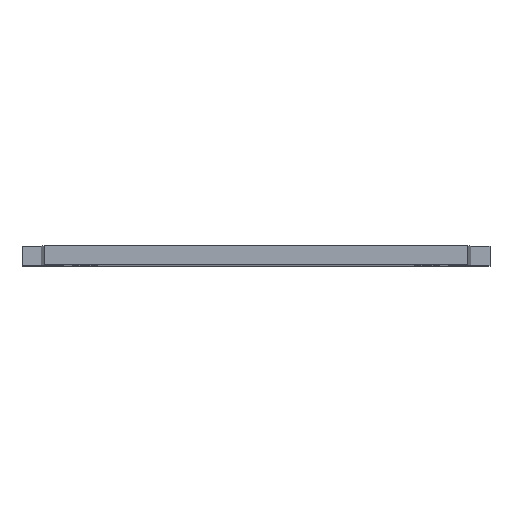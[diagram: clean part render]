
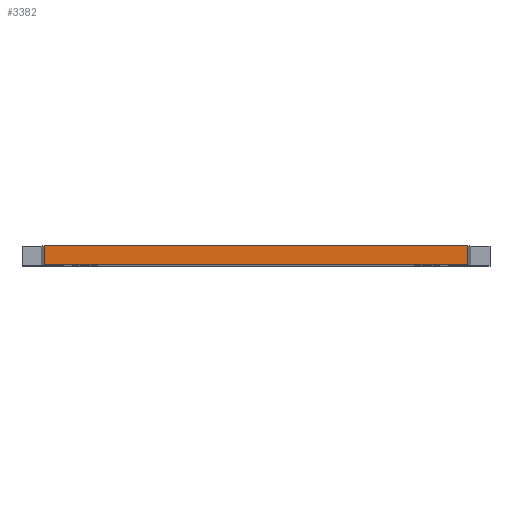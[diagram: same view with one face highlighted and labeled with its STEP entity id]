
A CAD part, top view. The second image highlights one B-rep face of the part: STEP entity #3382.
In plain terms, the highlighted planar face has unit normal (0, 0, 1).
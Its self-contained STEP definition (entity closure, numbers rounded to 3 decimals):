
#478 = ORIENTED_EDGE ( 'NONE', *, *, #1985, .T. ) ;
#504 = DIRECTION ( 'NONE',  ( 1., 0., 0. ) ) ;
#507 = AXIS2_PLACEMENT_3D ( 'NONE', #589, #508, #504 ) ;
#508 = DIRECTION ( 'NONE',  ( 0., 0., 1. ) ) ;
#549 = PLANE ( 'NONE',  #507 ) ;
#589 = CARTESIAN_POINT ( 'NONE',  ( -66.1, -3., 151.5 ) ) ;
#604 = ORIENTED_EDGE ( 'NONE', *, *, #2834, .F. ) ;
#849 = LINE ( 'NONE', #3060, #2738 ) ;
#1024 = EDGE_LOOP ( 'NONE', ( #2575, #478, #604, #1654 ) ) ;
#1198 = LINE ( 'NONE', #3578, #3321 ) ;
#1324 = DIRECTION ( 'NONE',  ( 1., 0., 0. ) ) ;
#1364 = DIRECTION ( 'NONE',  ( 0., -1., 0. ) ) ;
#1370 = CARTESIAN_POINT ( 'NONE',  ( -66.1, -3., 151.5 ) ) ;
#1417 = CARTESIAN_POINT ( 'NONE',  ( -66.1, -3., 151.5 ) ) ;
#1654 = ORIENTED_EDGE ( 'NONE', *, *, #4495, .T. ) ;
#1829 = VECTOR ( 'NONE', #1324, 1000. ) ;
#1975 = VECTOR ( 'NONE', #1364, 1000. ) ;
#1978 = EDGE_CURVE ( 'NONE', #4341, #4077, #5394, .T. ) ;
#1985 = EDGE_CURVE ( 'NONE', #4077, #4586, #3104, .T. ) ;
#2518 = CARTESIAN_POINT ( 'NONE',  ( 66.1, 3., 151.5 ) ) ;
#2575 = ORIENTED_EDGE ( 'NONE', *, *, #1978, .T. ) ;
#2738 = VECTOR ( 'NONE', #3039, 1000. ) ;
#2779 = CARTESIAN_POINT ( 'NONE',  ( 66.1, -3., 151.5 ) ) ;
#2834 = EDGE_CURVE ( 'NONE', #3319, #4586, #1198, .T. ) ;
#3039 = DIRECTION ( 'NONE',  ( -1., 0., 0. ) ) ;
#3060 = CARTESIAN_POINT ( 'NONE',  ( -66.1, 3., 151.5 ) ) ;
#3104 = LINE ( 'NONE', #1370, #1829 ) ;
#3319 = VERTEX_POINT ( 'NONE', #2518 ) ;
#3321 = VECTOR ( 'NONE', #3591, 1000. ) ;
#3382 = ADVANCED_FACE ( 'NONE', ( #4091 ), #549, .T. ) ;
#3578 = CARTESIAN_POINT ( 'NONE',  ( 66.1, -3., 151.5 ) ) ;
#3591 = DIRECTION ( 'NONE',  ( 0., -1., 0. ) ) ;
#3697 = CARTESIAN_POINT ( 'NONE',  ( -66.1, 3., 151.5 ) ) ;
#4077 = VERTEX_POINT ( 'NONE', #4593 ) ;
#4091 = FACE_OUTER_BOUND ( 'NONE', #1024, .T. ) ;
#4341 = VERTEX_POINT ( 'NONE', #3697 ) ;
#4495 = EDGE_CURVE ( 'NONE', #3319, #4341, #849, .T. ) ;
#4586 = VERTEX_POINT ( 'NONE', #2779 ) ;
#4593 = CARTESIAN_POINT ( 'NONE',  ( -66.1, -3., 151.5 ) ) ;
#5394 = LINE ( 'NONE', #1417, #1975 ) ;
